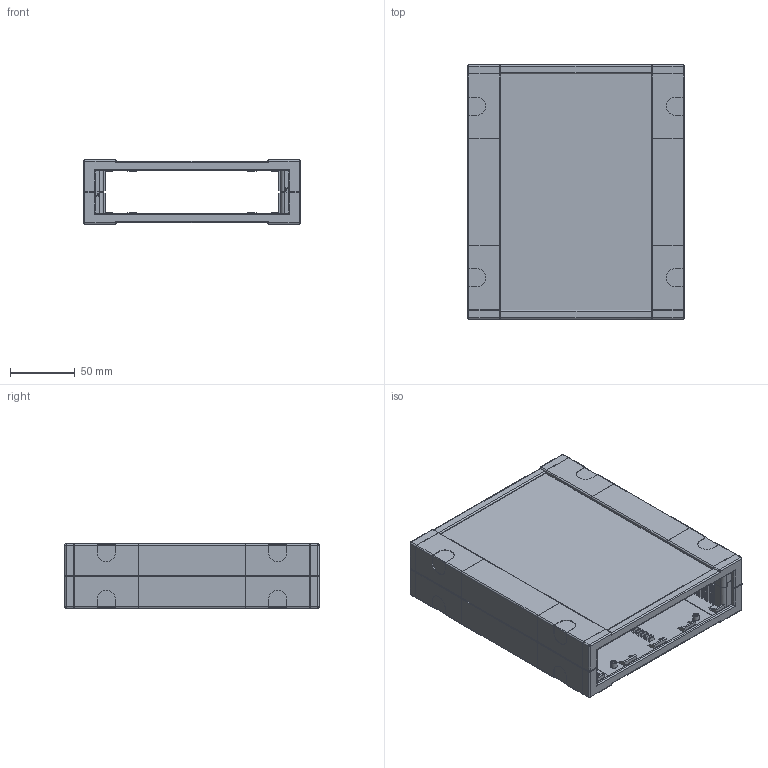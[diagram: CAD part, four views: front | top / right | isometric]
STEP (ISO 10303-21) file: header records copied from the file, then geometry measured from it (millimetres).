
FILE_DESCRIPTION (( 'STEP AP214' ), '1' );
FILE_NAME ('G777.STEP', '2013-06-06T07:37:19', ( 'NEF User' ), ( 'NEF User' ), 'SwSTEP 2.0', 'SolidWorks 2012', '' );
FILE_SCHEMA (( 'AUTOMOTIVE_DESIGN' ));
Products named in the file (1): G777
Bounding box: 168 x 197 x 50 mm (x, y, z)
Volume: 293319.3 mm3; surface area: 272637.2 mm2
Topology: 10 solids, 10 shells, 4308 faces, 11654 edges, 7514 vertices
Faces by surface type: plane 2784, cylinder 1114, bspline 282, cone 128
Entity records: 168969 total; most frequent: CARTESIAN_POINT 63509, ORIENTED_EDGE 23292, DIRECTION 19664, EDGE_CURVE 11646, LINE 8898, VECTOR 8898, VERTEX_POINT 7514, AXIS2_PLACEMENT_3D 5383
